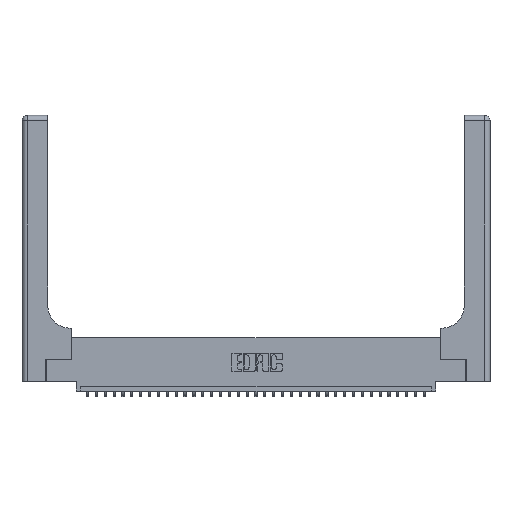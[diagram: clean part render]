
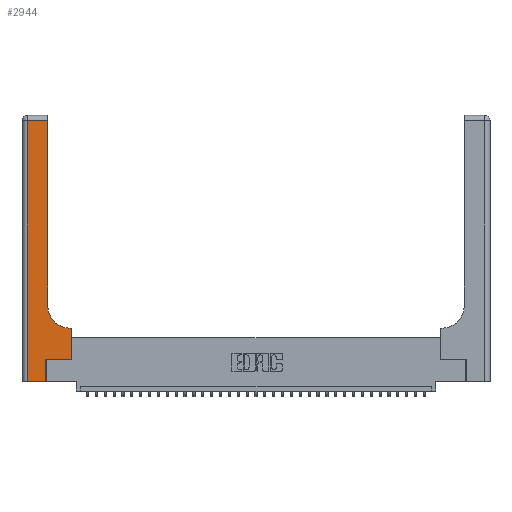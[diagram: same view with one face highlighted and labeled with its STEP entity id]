
A CAD part, top view. The second image highlights one B-rep face of the part: STEP entity #2944.
In plain terms, the highlighted planar face has unit normal (0, 0, 1).
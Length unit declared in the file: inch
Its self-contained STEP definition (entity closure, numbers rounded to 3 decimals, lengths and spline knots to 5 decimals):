
#256 = DIRECTION ( 'NONE',  ( 0., 1., 0. ) ) ;
#910 = DIRECTION ( 'NONE',  ( 0., 1., 0. ) ) ;
#953 = CARTESIAN_POINT ( 'NONE',  ( 0.5415, 0.85, 0.37 ) ) ;
#1368 = DIRECTION ( 'NONE',  ( -1., 0., 0. ) ) ;
#2608 = DIRECTION ( 'NONE',  ( 0., 0., -1. ) ) ;
#2792 = VECTOR ( 'NONE', #6595, 39.37008 ) ;
#2944 = ADVANCED_FACE ( 'NONE', ( #5382 ), #10723, .F. ) ;
#4484 = AXIS2_PLACEMENT_3D ( 'NONE', #29590, #2608, #29936 ) ;
#4495 = CARTESIAN_POINT ( 'NONE',  ( 0.06, 0., 0.37 ) ) ;
#4534 = DIRECTION ( 'NONE',  ( 0., 0., -1. ) ) ;
#4603 = DIRECTION ( 'NONE',  ( 1., 0., 0. ) ) ;
#4960 = LINE ( 'NONE', #15654, #16767 ) ;
#5382 = FACE_OUTER_BOUND ( 'NONE', #13879, .T. ) ;
#6025 = DIRECTION ( 'NONE',  ( -1., 0., 0. ) ) ;
#6595 = DIRECTION ( 'NONE',  ( 1., 0., 0. ) ) ;
#7080 = EDGE_CURVE ( 'NONE', #17962, #33023, #26808, .T. ) ;
#7550 = EDGE_CURVE ( 'NONE', #12736, #13993, #22583, .T. ) ;
#9335 = ORIENTED_EDGE ( 'NONE', *, *, #19412, .T. ) ;
#9878 = VECTOR ( 'NONE', #6025, 39.37008 ) ;
#10081 = VECTOR ( 'NONE', #256, 39.37008 ) ;
#10479 = CARTESIAN_POINT ( 'NONE',  ( 0.269, 0., 0.37 ) ) ;
#10679 = LINE ( 'NONE', #18050, #21666 ) ;
#10723 = PLANE ( 'NONE',  #4484 ) ;
#12736 = VERTEX_POINT ( 'NONE', #15877 ) ;
#12796 = CIRCLE ( 'NONE', #23793, 0.25 ) ;
#13299 = VECTOR ( 'NONE', #910, 39.37008 ) ;
#13879 = EDGE_LOOP ( 'NONE', ( #14702, #28556, #22499, #9335, #20789, #32294, #19988, #27953, #25020 ) ) ;
#13993 = VERTEX_POINT ( 'NONE', #4495 ) ;
#14117 = VERTEX_POINT ( 'NONE', #22192 ) ;
#14252 = LINE ( 'NONE', #32070, #10081 ) ;
#14665 = VERTEX_POINT ( 'NONE', #29843 ) ;
#14702 = ORIENTED_EDGE ( 'NONE', *, *, #7080, .T. ) ;
#15380 = VECTOR ( 'NONE', #19360, 39.37008 ) ;
#15654 = CARTESIAN_POINT ( 'NONE',  ( 0.5585, 0.25, 0.37 ) ) ;
#15669 = EDGE_CURVE ( 'NONE', #21570, #14665, #14252, .T. ) ;
#15782 = DIRECTION ( 'NONE',  ( 0., 1., 0. ) ) ;
#15877 = CARTESIAN_POINT ( 'NONE',  ( 0.06, 2.94, 0.37 ) ) ;
#16767 = VECTOR ( 'NONE', #15782, 39.37008 ) ;
#17117 = LINE ( 'NONE', #20955, #17529 ) ;
#17210 = EDGE_CURVE ( 'NONE', #14665, #21132, #17117, .T. ) ;
#17529 = VECTOR ( 'NONE', #4603, 39.37008 ) ;
#17891 = CARTESIAN_POINT ( 'NONE',  ( 0.2915, 0.85, 0.37 ) ) ;
#17962 = VERTEX_POINT ( 'NONE', #17891 ) ;
#18050 = CARTESIAN_POINT ( 'NONE',  ( 0., 2.94, 0.37 ) ) ;
#18135 = DIRECTION ( 'NONE',  ( 1., 0., 0. ) ) ;
#19360 = DIRECTION ( 'NONE',  ( 0., -1., 0. ) ) ;
#19412 = EDGE_CURVE ( 'NONE', #13993, #21570, #21884, .T. ) ;
#19790 = EDGE_CURVE ( 'NONE', #21132, #14117, #4960, .T. ) ;
#19988 = ORIENTED_EDGE ( 'NONE', *, *, #19790, .T. ) ;
#20036 = CARTESIAN_POINT ( 'NONE',  ( 0.5415, 0.6, 0.37 ) ) ;
#20789 = ORIENTED_EDGE ( 'NONE', *, *, #15669, .T. ) ;
#20955 = CARTESIAN_POINT ( 'NONE',  ( 0.269, 0.25, 0.37 ) ) ;
#21022 = CARTESIAN_POINT ( 'NONE',  ( 0.2915, 2.94, 0.37 ) ) ;
#21132 = VERTEX_POINT ( 'NONE', #21621 ) ;
#21570 = VERTEX_POINT ( 'NONE', #10479 ) ;
#21621 = CARTESIAN_POINT ( 'NONE',  ( 0.5585, 0.25, 0.37 ) ) ;
#21666 = VECTOR ( 'NONE', #1368, 39.37008 ) ;
#21776 = EDGE_CURVE ( 'NONE', #14117, #30090, #24281, .T. ) ;
#21884 = LINE ( 'NONE', #33206, #2792 ) ;
#22192 = CARTESIAN_POINT ( 'NONE',  ( 0.5585, 0.6, 0.37 ) ) ;
#22499 = ORIENTED_EDGE ( 'NONE', *, *, #7550, .T. ) ;
#22583 = LINE ( 'NONE', #24715, #15380 ) ;
#23793 = AXIS2_PLACEMENT_3D ( 'NONE', #953, #4534, #18135 ) ;
#24281 = LINE ( 'NONE', #33381, #9878 ) ;
#24715 = CARTESIAN_POINT ( 'NONE',  ( 0.06, 3., 0.37 ) ) ;
#25020 = ORIENTED_EDGE ( 'NONE', *, *, #29988, .T. ) ;
#26808 = LINE ( 'NONE', #30604, #13299 ) ;
#27953 = ORIENTED_EDGE ( 'NONE', *, *, #21776, .T. ) ;
#28556 = ORIENTED_EDGE ( 'NONE', *, *, #29522, .T. ) ;
#29522 = EDGE_CURVE ( 'NONE', #33023, #12736, #10679, .T. ) ;
#29590 = CARTESIAN_POINT ( 'NONE',  ( 0., 3., 0.37 ) ) ;
#29843 = CARTESIAN_POINT ( 'NONE',  ( 0.269, 0.25, 0.37 ) ) ;
#29936 = DIRECTION ( 'NONE',  ( -1., 0., 0. ) ) ;
#29988 = EDGE_CURVE ( 'NONE', #30090, #17962, #12796, .T. ) ;
#30090 = VERTEX_POINT ( 'NONE', #20036 ) ;
#30604 = CARTESIAN_POINT ( 'NONE',  ( 0.2915, 3., 0.37 ) ) ;
#32070 = CARTESIAN_POINT ( 'NONE',  ( 0.269, 0., 0.37 ) ) ;
#32294 = ORIENTED_EDGE ( 'NONE', *, *, #17210, .T. ) ;
#33023 = VERTEX_POINT ( 'NONE', #21022 ) ;
#33206 = CARTESIAN_POINT ( 'NONE',  ( 0., 0., 0.37 ) ) ;
#33381 = CARTESIAN_POINT ( 'NONE',  ( 0.2915, 0.6, 0.37 ) ) ;
